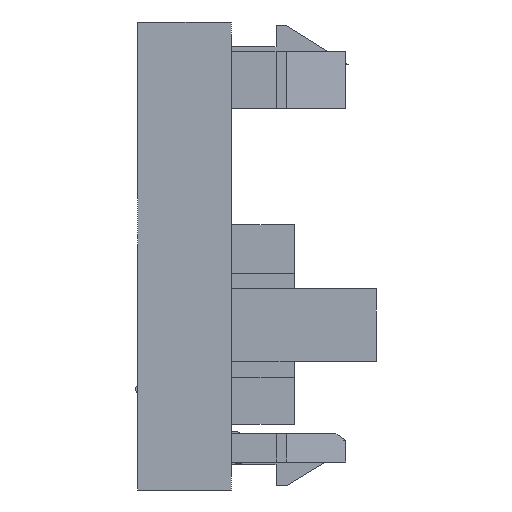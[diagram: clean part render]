
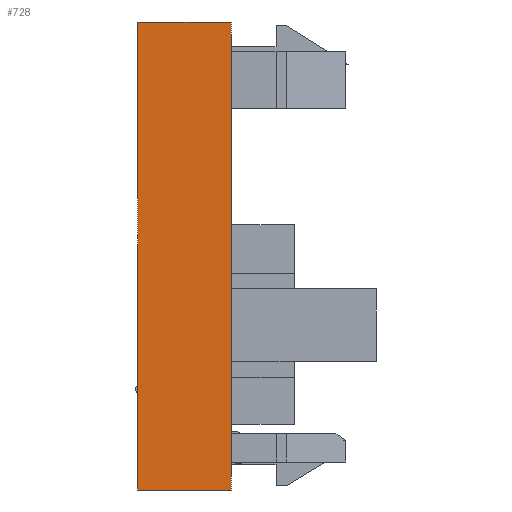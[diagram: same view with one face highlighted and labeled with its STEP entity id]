
A CAD part, left-side view. The second image highlights one B-rep face of the part: STEP entity #728.
In plain terms, the highlighted planar face has unit normal (-1, 0, 0).
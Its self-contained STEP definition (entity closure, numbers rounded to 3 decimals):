
#81 = CARTESIAN_POINT ( 'NONE',  ( -22.5, 0., 22.5 ) ) ;
#416 = VERTEX_POINT ( 'NONE', #81 ) ;
#728 = ADVANCED_FACE ( 'NONE', ( #2497 ), #11278, .F. ) ;
#739 = CARTESIAN_POINT ( 'NONE',  ( -22.5, 0., -22.5 ) ) ;
#1534 = EDGE_CURVE ( 'NONE', #15670, #4341, #13363, .T. ) ;
#2346 = CARTESIAN_POINT ( 'NONE',  ( -22.5, 9., 22.5 ) ) ;
#2410 = DIRECTION ( 'NONE',  ( 0., 0., 1. ) ) ;
#2497 = FACE_OUTER_BOUND ( 'NONE', #11769, .T. ) ;
#3100 = ORIENTED_EDGE ( 'NONE', *, *, #1534, .F. ) ;
#3138 = EDGE_CURVE ( 'NONE', #10502, #15670, #14321, .T. ) ;
#3260 = EDGE_CURVE ( 'NONE', #416, #10502, #12352, .T. ) ;
#3673 = VECTOR ( 'NONE', #2410, 1000. ) ;
#4136 = ORIENTED_EDGE ( 'NONE', *, *, #3138, .F. ) ;
#4341 = VERTEX_POINT ( 'NONE', #10137 ) ;
#5103 = ORIENTED_EDGE ( 'NONE', *, *, #3260, .F. ) ;
#5622 = VECTOR ( 'NONE', #16072, 1000. ) ;
#6336 = DIRECTION ( 'NONE',  ( 0., 0., -1. ) ) ;
#7007 = VECTOR ( 'NONE', #9822, 1000. ) ;
#7297 = ORIENTED_EDGE ( 'NONE', *, *, #14027, .F. ) ;
#7578 = DIRECTION ( 'NONE',  ( 0., 1., 0. ) ) ;
#7635 = VECTOR ( 'NONE', #7578, 1000. ) ;
#9822 = DIRECTION ( 'NONE',  ( 0., -1., 0. ) ) ;
#10137 = CARTESIAN_POINT ( 'NONE',  ( -22.5, 9., 22.5 ) ) ;
#10502 = VERTEX_POINT ( 'NONE', #15067 ) ;
#11278 = PLANE ( 'NONE',  #14649 ) ;
#11673 = CARTESIAN_POINT ( 'NONE',  ( -22.5, 9., -22.5 ) ) ;
#11769 = EDGE_LOOP ( 'NONE', ( #5103, #7297, #3100, #4136 ) ) ;
#12315 = DIRECTION ( 'NONE',  ( 1., 0., 0. ) ) ;
#12352 = LINE ( 'NONE', #13900, #5622 ) ;
#13363 = LINE ( 'NONE', #2346, #3673 ) ;
#13839 = CARTESIAN_POINT ( 'NONE',  ( -22.5, 0., -22.5 ) ) ;
#13900 = CARTESIAN_POINT ( 'NONE',  ( -22.5, 0., 22.5 ) ) ;
#14027 = EDGE_CURVE ( 'NONE', #4341, #416, #14110, .T. ) ;
#14110 = LINE ( 'NONE', #16060, #7007 ) ;
#14321 = LINE ( 'NONE', #739, #7635 ) ;
#14649 = AXIS2_PLACEMENT_3D ( 'NONE', #13839, #12315, #6336 ) ;
#15067 = CARTESIAN_POINT ( 'NONE',  ( -22.5, 0., -22.5 ) ) ;
#15670 = VERTEX_POINT ( 'NONE', #11673 ) ;
#16060 = CARTESIAN_POINT ( 'NONE',  ( -22.5, 0., 22.5 ) ) ;
#16072 = DIRECTION ( 'NONE',  ( 0., 0., -1. ) ) ;
